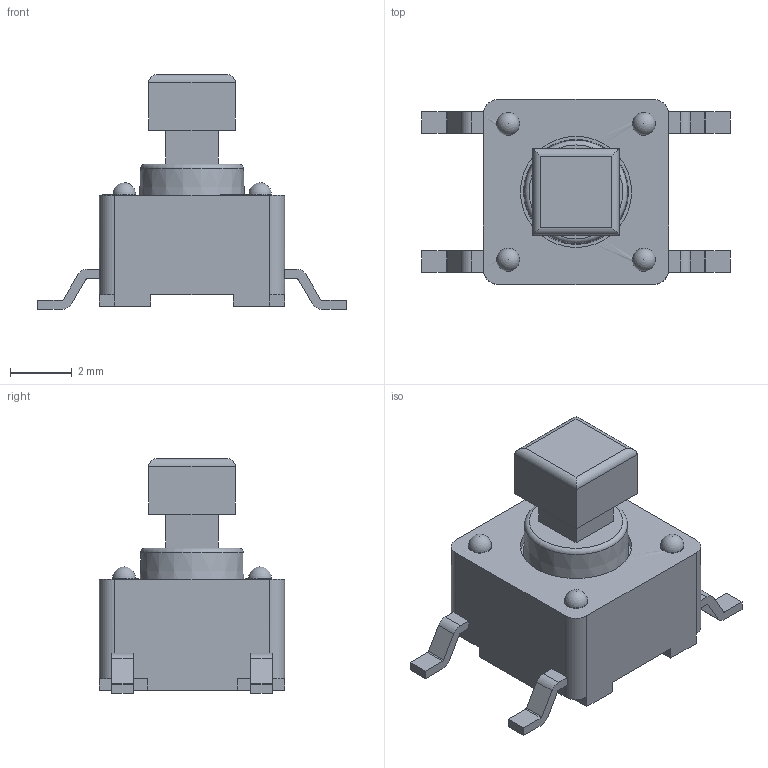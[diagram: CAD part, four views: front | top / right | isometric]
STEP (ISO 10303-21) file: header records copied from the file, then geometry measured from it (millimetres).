
FILE_DESCRIPTION((' '),'2;1');
FILE_NAME('TL3301SPFxxxxG.stp','2017-08-01T08:11:22',(' '),(' '),' ','ACIS',' ');
FILE_SCHEMA(('CONFIG_CONTROL_DESIGN'));
Length unit declared in the file: inch
Products named in the file (3): TL3301SPFxxxxG.stp; Body1; Body2
Assembly tree (2 placements, depth 2):
  TL3301SPFxxxxG.stp
    Body1
    Body2
Bounding box: 10 x 6 x 7.6 mm (x, y, z)
Volume: 121 mm3; surface area: 373.5 mm2
Topology: 2 solids, 3 shells, 214 faces, 561 edges, 364 vertices
Faces by surface type: plane 131, cylinder 69, sphere 6, torus 5, cone 2, bspline 1
Full cylindrical faces by diameter (mm): 0.75 x4, 3.6 x1, 5 x1
Entity records: 6803 total; most frequent: CARTESIAN_POINT 1160, DIRECTION 1103, ORIENTED_EDGE 1072, EDGE_CURVE 536, VECTOR 401, LINE 401, VERTEX_POINT 353, AXIS2_PLACEMENT_3D 351
